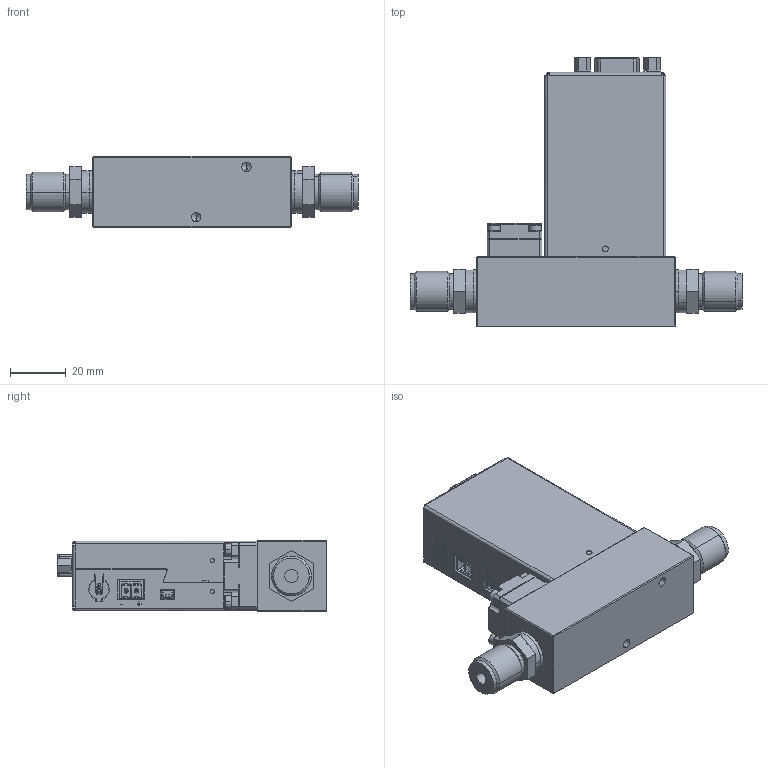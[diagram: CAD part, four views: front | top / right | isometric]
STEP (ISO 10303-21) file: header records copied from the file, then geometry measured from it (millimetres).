
FILE_DESCRIPTION (( 'STEP AP214' ), '1' );
FILE_NAME ('MF1-Meter-4VCR-PROFIBUS[MF1MgggrrrR4s0].STEP', '2013-02-07T07:57:39', ( '' ), ( '' ), 'SwSTEP 2.0', 'SolidWorks 2011', '' );
FILE_SCHEMA (( 'AUTOMOTIVE_DESIGN' ));
Length unit declared in the file: millimetre
Products named in the file (1): MF1-Meter-4VCR-PROFIBUS[MF1MgggrrrR4s0]
Bounding box: 118.73 x 96.5 x 25.4 mm (x, y, z)
Volume: 124082.5 mm3; surface area: 28235 mm2
Topology: 1 solids, 17 shells, 1347 faces, 4348 edges, 3214 vertices
Faces by surface type: plane 912, cylinder 364, cone 34, bspline 21, torus 16
Entity records: 71931 total; most frequent: CARTESIAN_POINT 18670, ORIENTED_EDGE 8648, DIRECTION 7059, EDGE_CURVE 4324, VERTEX_POINT 3214, VECTOR 2861, LINE 2861, AXIS2_PLACEMENT_3D 2099
